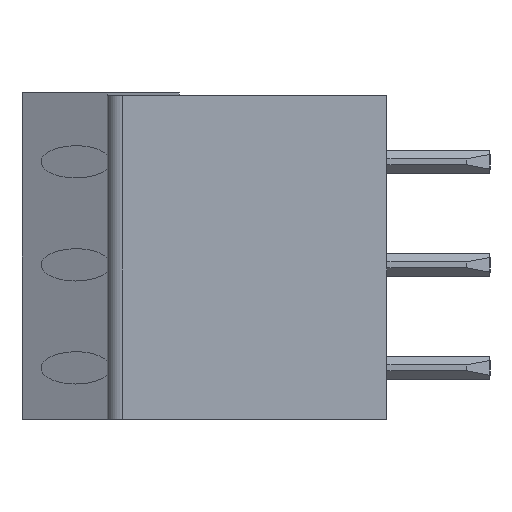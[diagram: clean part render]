
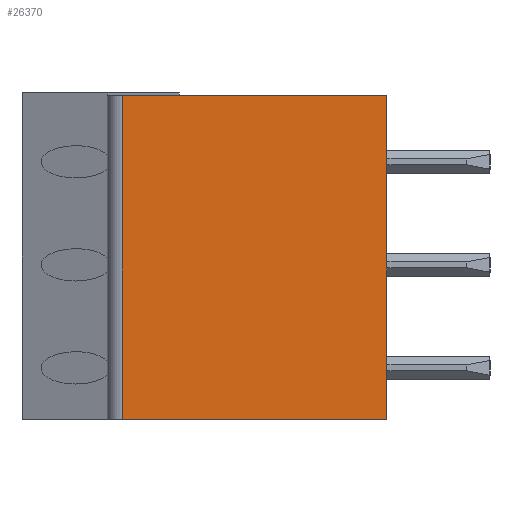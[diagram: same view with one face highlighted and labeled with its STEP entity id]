
A CAD part, left-side view. The second image highlights one B-rep face of the part: STEP entity #26370.
In plain terms, the highlighted face is planar.
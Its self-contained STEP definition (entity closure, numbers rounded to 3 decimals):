
#25220=CARTESIAN_POINT('',(20.901,45.213,
1.9));
#25230=VERTEX_POINT('',#25220);
#25260=CARTESIAN_POINT('',(31.861,50.323,
1.9));
#25270=DIRECTION('',(0.906,0.423,
0.));
#25280=VECTOR('',#25270,1.);
#25290=LINE('',#25260,#25280);
#25300=CARTESIAN_POINT('',(29.057,49.016,
1.9));
#25310=VERTEX_POINT('',#25300);
#25320=EDGE_CURVE('',#25230,#25310,#25290,.T.);
#26070=CARTESIAN_POINT('',(24.772,47.018,
4.9));
#26080=DIRECTION('',(-0.423,0.906,
0.));
#26090=DIRECTION('',(0.906,0.423,
0.));
#26100=AXIS2_PLACEMENT_3D('',#26070,#26080,#26090);
#26110=PLANE('',#26100);
#26120=ORIENTED_EDGE('',*,*,#25320,.T.);
#26130=CARTESIAN_POINT('',(20.901,45.213,
-5.));
#26140=DIRECTION('',(0.,0.,1.));
#26150=VECTOR('',#26140,1.);
#26160=LINE('',#26130,#26150);
#26170=CARTESIAN_POINT('',(20.901,45.213,
-9.1));
#26180=VERTEX_POINT('',#26170);
#26190=EDGE_CURVE('',#26180,#25230,#26160,.T.);
#26200=ORIENTED_EDGE('',*,*,#26190,.T.);
#26210=CARTESIAN_POINT('',(31.861,50.323,-9.1))
;
#26220=DIRECTION('',(0.906,0.423,0.));
#26230=VECTOR('',#26220,1.);
#26240=LINE('',#26210,#26230);
#26250=CARTESIAN_POINT('',(29.057,49.016,
-9.1));
#26260=VERTEX_POINT('',#26250);
#26270=EDGE_CURVE('',#26180,#26260,#26240,.T.);
#26280=ORIENTED_EDGE('',*,*,#26270,.F.);
#26290=CARTESIAN_POINT('',(29.057,49.016,
-9.1));
#26300=DIRECTION('',(0.,0.,-1.));
#26310=VECTOR('',#26300,1.);
#26320=LINE('',#26290,#26310);
#26330=EDGE_CURVE('',#25310,#26260,#26320,.T.);
#26340=ORIENTED_EDGE('',*,*,#26330,.T.);
#26350=EDGE_LOOP('',(#26340,#26280,#26200,#26120));
#26360=FACE_OUTER_BOUND('',#26350,.T.);
#26370=ADVANCED_FACE('',(#26360),#26110,.T.);
